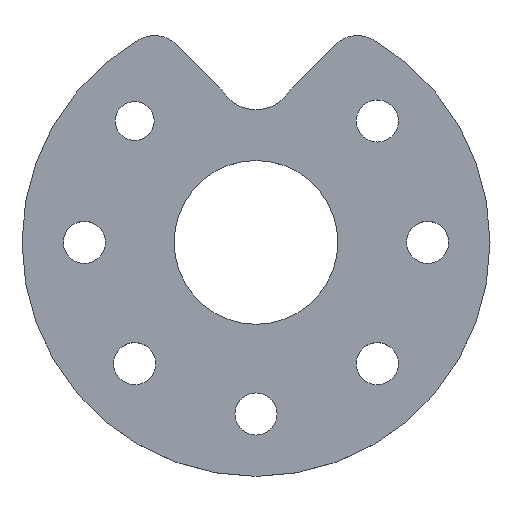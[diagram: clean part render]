
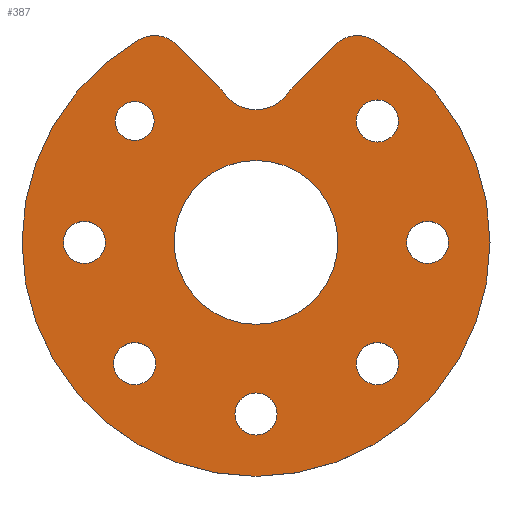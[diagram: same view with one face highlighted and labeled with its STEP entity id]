
A CAD part, top view. The second image highlights one B-rep face of the part: STEP entity #387.
In plain terms, the highlighted planar face has unit normal (0, 0, 1).
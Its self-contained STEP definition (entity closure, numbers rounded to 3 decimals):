
#15=FACE_BOUND('',#61,.T.);
#16=FACE_BOUND('',#62,.T.);
#17=FACE_BOUND('',#63,.T.);
#18=FACE_BOUND('',#64,.T.);
#19=FACE_BOUND('',#65,.T.);
#20=FACE_BOUND('',#66,.T.);
#21=FACE_BOUND('',#67,.T.);
#22=FACE_BOUND('',#68,.T.);
#31=PLANE('',#446);
#42=FACE_OUTER_BOUND('',#60,.T.);
#60=EDGE_LOOP('',(#291,#292,#293,#294,#295,#296,#297,#298));
#61=EDGE_LOOP('',(#299));
#62=EDGE_LOOP('',(#300));
#63=EDGE_LOOP('',(#301));
#64=EDGE_LOOP('',(#302));
#65=EDGE_LOOP('',(#303));
#66=EDGE_LOOP('',(#304));
#67=EDGE_LOOP('',(#305,#306));
#68=EDGE_LOOP('',(#307));
#94=LINE('',#663,#114);
#95=LINE('',#671,#115);
#114=VECTOR('',#542,10.);
#115=VECTOR('',#549,10.);
#129=CIRCLE('',#421,1.35);
#132=CIRCLE('',#425,1.35);
#135=CIRCLE('',#429,1.35);
#138=CIRCLE('',#433,1.35);
#141=CIRCLE('',#437,1.35);
#144=CIRCLE('',#441,1.35);
#145=CIRCLE('',#443,5.25);
#146=CIRCLE('',#444,5.25);
#148=CIRCLE('',#447,15.);
#149=CIRCLE('',#448,2.);
#150=CIRCLE('',#449,2.);
#151=CIRCLE('',#450,2.5);
#152=CIRCLE('',#451,2.);
#153=CIRCLE('',#452,2.);
#154=CIRCLE('',#453,1.25);
#164=VERTEX_POINT('',#605);
#167=VERTEX_POINT('',#613);
#170=VERTEX_POINT('',#621);
#173=VERTEX_POINT('',#629);
#176=VERTEX_POINT('',#637);
#179=VERTEX_POINT('',#645);
#180=VERTEX_POINT('',#649);
#181=VERTEX_POINT('',#650);
#183=VERTEX_POINT('',#657);
#184=VERTEX_POINT('',#658);
#185=VERTEX_POINT('',#660);
#186=VERTEX_POINT('',#662);
#187=VERTEX_POINT('',#664);
#188=VERTEX_POINT('',#666);
#189=VERTEX_POINT('',#668);
#190=VERTEX_POINT('',#670);
#191=VERTEX_POINT('',#673);
#204=EDGE_CURVE('',#164,#164,#129,.T.);
#208=EDGE_CURVE('',#167,#167,#132,.T.);
#212=EDGE_CURVE('',#170,#170,#135,.T.);
#216=EDGE_CURVE('',#173,#173,#138,.T.);
#220=EDGE_CURVE('',#176,#176,#141,.T.);
#224=EDGE_CURVE('',#179,#179,#144,.T.);
#225=EDGE_CURVE('',#180,#181,#145,.T.);
#226=EDGE_CURVE('',#181,#180,#146,.T.);
#229=EDGE_CURVE('',#183,#184,#148,.T.);
#230=EDGE_CURVE('',#185,#183,#149,.T.);
#231=EDGE_CURVE('',#186,#185,#94,.T.);
#232=EDGE_CURVE('',#187,#186,#150,.T.);
#233=EDGE_CURVE('',#188,#187,#151,.T.);
#234=EDGE_CURVE('',#189,#188,#152,.T.);
#235=EDGE_CURVE('',#190,#189,#95,.T.);
#236=EDGE_CURVE('',#184,#190,#153,.T.);
#237=EDGE_CURVE('',#191,#191,#154,.T.);
#291=ORIENTED_EDGE('',*,*,#229,.F.);
#292=ORIENTED_EDGE('',*,*,#230,.F.);
#293=ORIENTED_EDGE('',*,*,#231,.F.);
#294=ORIENTED_EDGE('',*,*,#232,.F.);
#295=ORIENTED_EDGE('',*,*,#233,.F.);
#296=ORIENTED_EDGE('',*,*,#234,.F.);
#297=ORIENTED_EDGE('',*,*,#235,.F.);
#298=ORIENTED_EDGE('',*,*,#236,.F.);
#299=ORIENTED_EDGE('',*,*,#204,.T.);
#300=ORIENTED_EDGE('',*,*,#208,.T.);
#301=ORIENTED_EDGE('',*,*,#212,.T.);
#302=ORIENTED_EDGE('',*,*,#216,.T.);
#303=ORIENTED_EDGE('',*,*,#220,.T.);
#304=ORIENTED_EDGE('',*,*,#224,.T.);
#305=ORIENTED_EDGE('',*,*,#225,.T.);
#306=ORIENTED_EDGE('',*,*,#226,.T.);
#307=ORIENTED_EDGE('',*,*,#237,.F.);
#387=ADVANCED_FACE('',(#42,#15,#16,#17,#18,#19,#20,#21,#22),#31,.F.);
#421=AXIS2_PLACEMENT_3D('',#607,#480,#481);
#425=AXIS2_PLACEMENT_3D('',#615,#489,#490);
#429=AXIS2_PLACEMENT_3D('',#623,#498,#499);
#433=AXIS2_PLACEMENT_3D('',#631,#507,#508);
#437=AXIS2_PLACEMENT_3D('',#639,#516,#517);
#441=AXIS2_PLACEMENT_3D('',#647,#525,#526);
#443=AXIS2_PLACEMENT_3D('',#651,#529,#530);
#444=AXIS2_PLACEMENT_3D('',#652,#531,#532);
#446=AXIS2_PLACEMENT_3D('',#656,#536,#537);
#447=AXIS2_PLACEMENT_3D('',#659,#538,#539);
#448=AXIS2_PLACEMENT_3D('',#661,#540,#541);
#449=AXIS2_PLACEMENT_3D('',#665,#543,#544);
#450=AXIS2_PLACEMENT_3D('',#667,#545,#546);
#451=AXIS2_PLACEMENT_3D('',#669,#547,#548);
#452=AXIS2_PLACEMENT_3D('',#672,#550,#551);
#453=AXIS2_PLACEMENT_3D('',#674,#552,#553);
#480=DIRECTION('center_axis',(0.,0.,-1.));
#481=DIRECTION('ref_axis',(-1.,0.,0.));
#489=DIRECTION('center_axis',(0.,0.,-1.));
#490=DIRECTION('ref_axis',(-1.,0.,0.));
#498=DIRECTION('center_axis',(0.,0.,-1.));
#499=DIRECTION('ref_axis',(-1.,0.,0.));
#507=DIRECTION('center_axis',(0.,0.,-1.));
#508=DIRECTION('ref_axis',(-1.,0.,0.));
#516=DIRECTION('center_axis',(0.,0.,-1.));
#517=DIRECTION('ref_axis',(-1.,0.,0.));
#525=DIRECTION('center_axis',(0.,0.,-1.));
#526=DIRECTION('ref_axis',(-1.,0.,0.));
#529=DIRECTION('center_axis',(0.,0.,-1.));
#530=DIRECTION('ref_axis',(1.,0.,0.));
#531=DIRECTION('center_axis',(0.,0.,-1.));
#532=DIRECTION('ref_axis',(1.,0.,0.));
#536=DIRECTION('center_axis',(0.,0.,-1.));
#537=DIRECTION('ref_axis',(-1.,0.,0.));
#538=DIRECTION('center_axis',(0.,0.,-1.));
#539=DIRECTION('ref_axis',(-1.,0.,0.));
#540=DIRECTION('center_axis',(0.,0.,-1.));
#541=DIRECTION('ref_axis',(-0.13,0.991,0.));
#542=DIRECTION('',(0.707,0.707,0.));
#543=DIRECTION('center_axis',(0.,0.,-1.));
#544=DIRECTION('ref_axis',(-0.773,0.635,0.));
#545=DIRECTION('center_axis',(0.,0.,1.));
#546=DIRECTION('ref_axis',(-0.866,-0.5,0.));
#547=DIRECTION('center_axis',(0.,0.,-1.));
#548=DIRECTION('ref_axis',(0.773,0.635,0.));
#549=DIRECTION('',(0.707,-0.707,0.));
#550=DIRECTION('center_axis',(0.,0.,-1.));
#551=DIRECTION('ref_axis',(0.13,0.991,0.));
#552=DIRECTION('center_axis',(0.,0.,1.));
#553=DIRECTION('ref_axis',(1.,0.,0.));
#605=CARTESIAN_POINT('',(1.35,-11.,2.));
#607=CARTESIAN_POINT('Origin',(0.,-11.,2.));
#613=CARTESIAN_POINT('',(9.128,7.778,2.));
#615=CARTESIAN_POINT('Origin',(7.778,7.778,2.));
#621=CARTESIAN_POINT('',(-6.428,-7.778,2.));
#623=CARTESIAN_POINT('Origin',(-7.778,-7.778,2.));
#629=CARTESIAN_POINT('',(9.128,-7.778,2.));
#631=CARTESIAN_POINT('Origin',(7.778,-7.778,2.));
#637=CARTESIAN_POINT('',(12.35,0.,2.));
#639=CARTESIAN_POINT('Origin',(11.,0.,2.));
#645=CARTESIAN_POINT('',(-9.65,0.,2.));
#647=CARTESIAN_POINT('Origin',(-11.,0.,2.));
#649=CARTESIAN_POINT('',(5.25,0.,2.));
#650=CARTESIAN_POINT('',(-5.25,0.,2.));
#651=CARTESIAN_POINT('Origin',(0.,0.,2.));
#652=CARTESIAN_POINT('Origin',(0.,0.,2.));
#656=CARTESIAN_POINT('Origin',(15.,1.,2.));
#657=CARTESIAN_POINT('',(7.501,12.99,2.));
#658=CARTESIAN_POINT('',(-7.501,12.99,2.));
#659=CARTESIAN_POINT('Origin',(0.,0.,2.));
#660=CARTESIAN_POINT('',(5.087,12.672,2.));
#661=CARTESIAN_POINT('Origin',(6.501,11.258,2.));
#662=CARTESIAN_POINT('',(2.324,9.909,2.));
#663=CARTESIAN_POINT('',(5.16,12.745,2.));
#664=CARTESIAN_POINT('',(2.077,9.608,2.));
#665=CARTESIAN_POINT('Origin',(3.738,8.494,2.));
#666=CARTESIAN_POINT('',(-2.077,9.608,2.));
#667=CARTESIAN_POINT('Origin',(0.,11.,2.));
#668=CARTESIAN_POINT('',(-2.324,9.909,2.));
#669=CARTESIAN_POINT('Origin',(-3.738,8.494,2.));
#670=CARTESIAN_POINT('',(-5.087,12.672,2.));
#671=CARTESIAN_POINT('',(4.314,3.271,2.));
#672=CARTESIAN_POINT('Origin',(-6.501,11.258,2.));
#673=CARTESIAN_POINT('',(-9.028,7.778,2.));
#674=CARTESIAN_POINT('Origin',(-7.778,7.778,2.));
